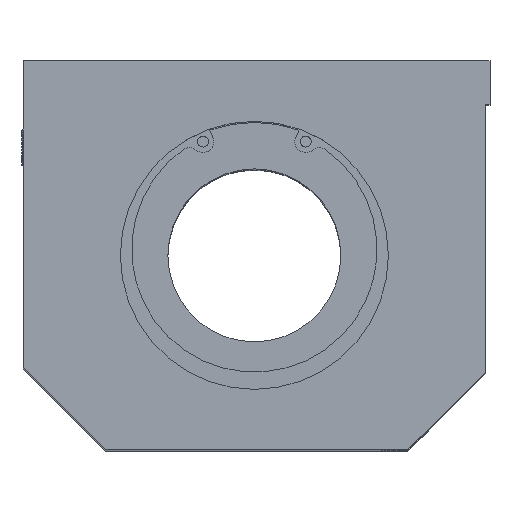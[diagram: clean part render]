
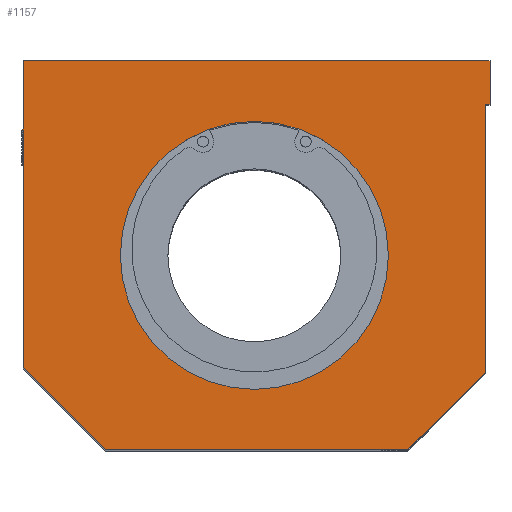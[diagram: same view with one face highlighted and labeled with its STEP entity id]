
A CAD part, top view. The second image highlights one B-rep face of the part: STEP entity #1157.
In plain terms, the highlighted planar face has unit normal (0, 0, 1).
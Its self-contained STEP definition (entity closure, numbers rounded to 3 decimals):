
#65=FACE_BOUND('',#439,.T.);
#104=PLANE('',#1357);
#117=LINE('',#1834,#197);
#122=LINE('',#1843,#202);
#157=LINE('',#2035,#237);
#159=LINE('',#2038,#239);
#162=LINE('',#2044,#242);
#167=LINE('',#2053,#247);
#172=LINE('',#2062,#252);
#174=LINE('',#2066,#254);
#197=VECTOR('',#1453,10.);
#202=VECTOR('',#1460,10.);
#237=VECTOR('',#1621,10.);
#239=VECTOR('',#1625,10.);
#242=VECTOR('',#1630,10.);
#247=VECTOR('',#1637,10.);
#252=VECTOR('',#1648,10.);
#254=VECTOR('',#1654,10.);
#350=FACE_OUTER_BOUND('',#438,.T.);
#438=EDGE_LOOP('',(#992,#993,#994,#995,#996,#997,#998,#999));
#439=EDGE_LOOP('',(#1000));
#494=CIRCLE('',#1310,31.);
#550=VERTEX_POINT('',#1831);
#551=VERTEX_POINT('',#1833);
#554=VERTEX_POINT('',#1841);
#569=VERTEX_POINT('',#1932);
#603=VERTEX_POINT('',#2032);
#604=VERTEX_POINT('',#2034);
#605=VERTEX_POINT('',#2041);
#606=VERTEX_POINT('',#2043);
#609=VERTEX_POINT('',#2051);
#655=EDGE_CURVE('',#551,#550,#117,.T.);
#660=EDGE_CURVE('',#550,#554,#122,.T.);
#681=EDGE_CURVE('',#569,#569,#494,.T.);
#729=EDGE_CURVE('',#603,#604,#157,.T.);
#731=EDGE_CURVE('',#551,#603,#159,.T.);
#734=EDGE_CURVE('',#605,#606,#162,.T.);
#739=EDGE_CURVE('',#609,#605,#167,.T.);
#744=EDGE_CURVE('',#604,#609,#172,.T.);
#746=EDGE_CURVE('',#606,#554,#174,.T.);
#992=ORIENTED_EDGE('',*,*,#746,.F.);
#993=ORIENTED_EDGE('',*,*,#734,.F.);
#994=ORIENTED_EDGE('',*,*,#739,.F.);
#995=ORIENTED_EDGE('',*,*,#744,.F.);
#996=ORIENTED_EDGE('',*,*,#729,.F.);
#997=ORIENTED_EDGE('',*,*,#731,.F.);
#998=ORIENTED_EDGE('',*,*,#655,.T.);
#999=ORIENTED_EDGE('',*,*,#660,.T.);
#1000=ORIENTED_EDGE('',*,*,#681,.T.);
#1157=ADVANCED_FACE('',(#350,#65),#104,.T.);
#1310=AXIS2_PLACEMENT_3D('',#1933,#1515,#1516);
#1357=AXIS2_PLACEMENT_3D('',#2067,#1655,#1656);
#1453=DIRECTION('',(1.,0.,0.));
#1460=DIRECTION('',(0.,1.,0.));
#1515=DIRECTION('center_axis',(0.,0.,-1.));
#1516=DIRECTION('ref_axis',(1.,0.,0.));
#1621=DIRECTION('',(-0.707,-0.707,0.));
#1625=DIRECTION('',(0.,-1.,0.));
#1630=DIRECTION('',(0.,1.,0.));
#1637=DIRECTION('',(-0.707,0.707,0.));
#1648=DIRECTION('',(-1.,0.,0.));
#1654=DIRECTION('',(1.,0.,0.));
#1655=DIRECTION('center_axis',(0.,0.,1.));
#1656=DIRECTION('ref_axis',(1.,0.,0.));
#1831=CARTESIAN_POINT('',(54.5,35.,88.));
#1833=CARTESIAN_POINT('',(53.5,35.,88.));
#1834=CARTESIAN_POINT('',(53.5,35.,88.));
#1841=CARTESIAN_POINT('',(54.5,45.,88.));
#1843=CARTESIAN_POINT('',(54.5,45.,88.));
#1932=CARTESIAN_POINT('',(-31.,0.,88.));
#1933=CARTESIAN_POINT('Origin',(0.,0.,88.));
#2032=CARTESIAN_POINT('',(53.5,-27.,88.));
#2034=CARTESIAN_POINT('',(35.5,-45.,88.));
#2035=CARTESIAN_POINT('',(53.5,-27.,88.));
#2038=CARTESIAN_POINT('',(53.5,45.,88.));
#2041=CARTESIAN_POINT('',(-53.5,-26.,88.));
#2043=CARTESIAN_POINT('',(-53.5,45.,88.));
#2044=CARTESIAN_POINT('',(-53.5,-26.,88.));
#2051=CARTESIAN_POINT('',(-34.5,-45.,88.));
#2053=CARTESIAN_POINT('',(-34.5,-45.,88.));
#2062=CARTESIAN_POINT('',(35.5,-45.,88.));
#2066=CARTESIAN_POINT('',(53.5,45.,88.));
#2067=CARTESIAN_POINT('Origin',(0.105,3.001,88.));
